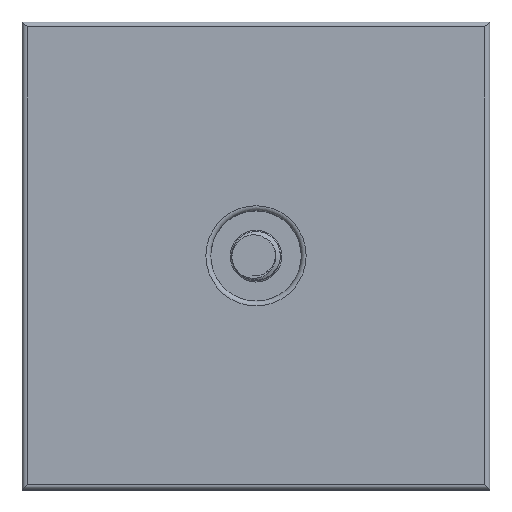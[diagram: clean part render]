
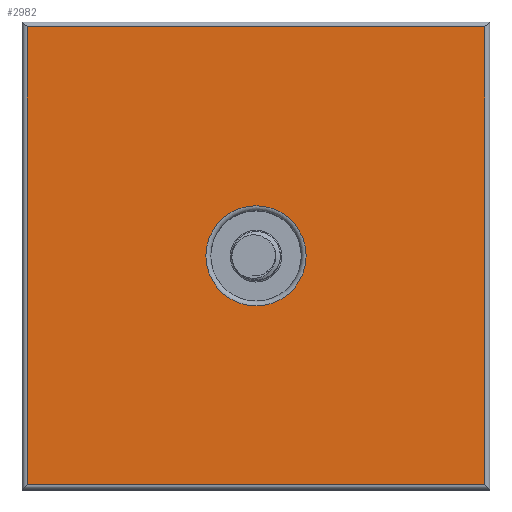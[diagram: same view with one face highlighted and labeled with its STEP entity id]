
A CAD part, top view. The second image highlights one B-rep face of the part: STEP entity #2982.
In plain terms, the highlighted planar face has unit normal (0, 0, 1).
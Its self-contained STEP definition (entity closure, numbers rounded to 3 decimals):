
#2861 = VERTEX_POINT('',#2862);
#2862 = CARTESIAN_POINT('',(-6.595,5.195,17.));
#2869 = EDGE_CURVE('',#2861,#2870,#2872,.T.);
#2870 = VERTEX_POINT('',#2871);
#2871 = CARTESIAN_POINT('',(-6.595,-23.095,17.));
#2872 = LINE('',#2873,#2874);
#2873 = CARTESIAN_POINT('',(-6.595,5.495,17.));
#2874 = VECTOR('',#2875,1.);
#2875 = DIRECTION('',(0.,-1.,0.));
#2894 = VERTEX_POINT('',#2895);
#2895 = CARTESIAN_POINT('',(21.695,5.195,17.));
#2902 = EDGE_CURVE('',#2894,#2861,#2903,.T.);
#2903 = LINE('',#2904,#2905);
#2904 = CARTESIAN_POINT('',(21.995,5.195,17.));
#2905 = VECTOR('',#2906,1.);
#2906 = DIRECTION('',(-1.,0.,0.));
#2919 = EDGE_CURVE('',#2870,#2920,#2922,.T.);
#2920 = VERTEX_POINT('',#2921);
#2921 = CARTESIAN_POINT('',(21.695,-23.095,17.));
#2922 = LINE('',#2923,#2924);
#2923 = CARTESIAN_POINT('',(-6.895,-23.095,17.));
#2924 = VECTOR('',#2925,1.);
#2925 = DIRECTION('',(1.,0.,0.));
#2946 = EDGE_CURVE('',#2920,#2894,#2947,.T.);
#2947 = LINE('',#2948,#2949);
#2948 = CARTESIAN_POINT('',(21.695,-23.395,17.));
#2949 = VECTOR('',#2950,1.);
#2950 = DIRECTION('',(0.,1.,0.));
#2961 = VERTEX_POINT('',#2962);
#2962 = CARTESIAN_POINT('',(10.645,-8.95,17.));
#2969 = EDGE_CURVE('',#2961,#2961,#2970,.T.);
#2970 = CIRCLE('',#2971,3.095);
#2971 = AXIS2_PLACEMENT_3D('',#2972,#2973,#2974);
#2972 = CARTESIAN_POINT('',(7.55,-8.95,17.));
#2973 = DIRECTION('',(0.,0.,1.));
#2974 = DIRECTION('',(1.,0.,0.));
#2982 = ADVANCED_FACE('',(#2983,#2989),#2992,.T.);
#2983 = FACE_BOUND('',#2984,.T.);
#2984 = EDGE_LOOP('',(#2985,#2986,#2987,#2988));
#2985 = ORIENTED_EDGE('',*,*,#2869,.T.);
#2986 = ORIENTED_EDGE('',*,*,#2919,.T.);
#2987 = ORIENTED_EDGE('',*,*,#2946,.T.);
#2988 = ORIENTED_EDGE('',*,*,#2902,.T.);
#2989 = FACE_BOUND('',#2990,.T.);
#2990 = EDGE_LOOP('',(#2991));
#2991 = ORIENTED_EDGE('',*,*,#2969,.F.);
#2992 = PLANE('',#2993);
#2993 = AXIS2_PLACEMENT_3D('',#2994,#2995,#2996);
#2994 = CARTESIAN_POINT('',(7.55,-8.95,17.));
#2995 = DIRECTION('',(0.,0.,1.));
#2996 = DIRECTION('',(1.,0.,0.));
